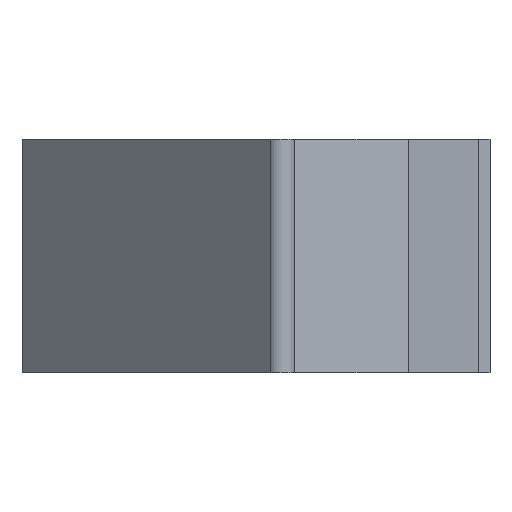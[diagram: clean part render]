
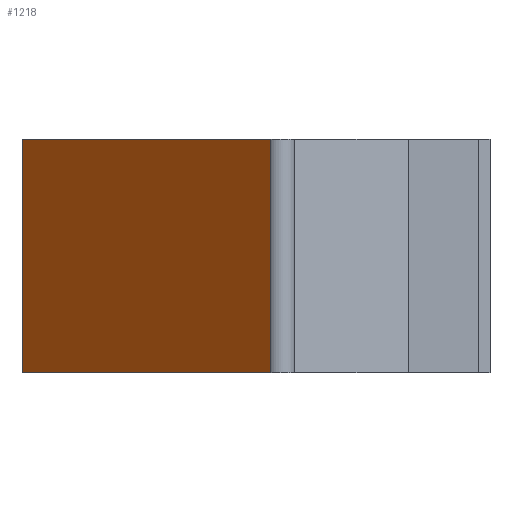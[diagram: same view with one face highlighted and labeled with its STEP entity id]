
A CAD part, left-side view. The second image highlights one B-rep face of the part: STEP entity #1218.
In plain terms, the highlighted planar face has unit normal (-0.707, 0.707, 0).
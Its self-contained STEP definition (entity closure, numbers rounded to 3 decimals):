
#44 = PLANE('',#45);
#45 = AXIS2_PLACEMENT_3D('',#46,#47,#48);
#46 = CARTESIAN_POINT('',(-24.627,8.622,0.));
#47 = DIRECTION('',(0.,0.,1.));
#48 = DIRECTION('',(1.,0.,0.));
#100 = PLANE('',#101);
#101 = AXIS2_PLACEMENT_3D('',#102,#103,#104);
#102 = CARTESIAN_POINT('',(-24.627,8.622,20.));
#103 = DIRECTION('',(0.,0.,1.));
#104 = DIRECTION('',(1.,0.,0.));
#166 = VERTEX_POINT('',#167);
#167 = CARTESIAN_POINT('',(-36.8,25.,0.));
#181 = PLANE('',#182);
#182 = AXIS2_PLACEMENT_3D('',#183,#184,#185);
#183 = CARTESIAN_POINT('',(-11.8,25.,0.));
#184 = DIRECTION('',(0.,-1.,0.));
#185 = DIRECTION('',(-1.,0.,0.));
#193 = EDGE_CURVE('',#166,#194,#196,.T.);
#194 = VERTEX_POINT('',#195);
#195 = CARTESIAN_POINT('',(-58.013,3.787,0.));
#196 = SURFACE_CURVE('',#197,(#201,#208),.PCURVE_S1.);
#197 = LINE('',#198,#199);
#198 = CARTESIAN_POINT('',(-36.8,25.,0.));
#199 = VECTOR('',#200,1.);
#200 = DIRECTION('',(-0.707,-0.707,0.));
#201 = PCURVE('',#44,#202);
#202 = DEFINITIONAL_REPRESENTATION('',(#203),#207);
#203 = LINE('',#204,#205);
#204 = CARTESIAN_POINT('',(-12.173,16.378));
#205 = VECTOR('',#206,1.);
#206 = DIRECTION('',(-0.707,-0.707));
#207 = ( GEOMETRIC_REPRESENTATION_CONTEXT(2) 
PARAMETRIC_REPRESENTATION_CONTEXT() REPRESENTATION_CONTEXT('2D SPACE',''
  ) );
#208 = PCURVE('',#209,#214);
#209 = PLANE('',#210);
#210 = AXIS2_PLACEMENT_3D('',#211,#212,#213);
#211 = CARTESIAN_POINT('',(-36.8,25.,0.));
#212 = DIRECTION('',(0.707,-0.707,0.));
#213 = DIRECTION('',(-0.707,-0.707,0.));
#214 = DEFINITIONAL_REPRESENTATION('',(#215),#219);
#215 = LINE('',#216,#217);
#216 = CARTESIAN_POINT('',(0.,0.));
#217 = VECTOR('',#218,1.);
#218 = DIRECTION('',(1.,-0.));
#219 = ( GEOMETRIC_REPRESENTATION_CONTEXT(2) 
PARAMETRIC_REPRESENTATION_CONTEXT() REPRESENTATION_CONTEXT('2D SPACE',''
  ) );
#238 = CYLINDRICAL_SURFACE('',#239,1.205);
#239 = AXIS2_PLACEMENT_3D('',#240,#241,#242);
#240 = CARTESIAN_POINT('',(-57.161,2.935,0.));
#241 = DIRECTION('',(-0.,-0.,-1.));
#242 = DIRECTION('',(1.,0.,0.));
#771 = VERTEX_POINT('',#772);
#772 = CARTESIAN_POINT('',(-36.8,25.,20.));
#793 = EDGE_CURVE('',#771,#794,#796,.T.);
#794 = VERTEX_POINT('',#795);
#795 = CARTESIAN_POINT('',(-58.013,3.787,20.));
#796 = SURFACE_CURVE('',#797,(#801,#808),.PCURVE_S1.);
#797 = LINE('',#798,#799);
#798 = CARTESIAN_POINT('',(-36.8,25.,20.));
#799 = VECTOR('',#800,1.);
#800 = DIRECTION('',(-0.707,-0.707,0.));
#801 = PCURVE('',#100,#802);
#802 = DEFINITIONAL_REPRESENTATION('',(#803),#807);
#803 = LINE('',#804,#805);
#804 = CARTESIAN_POINT('',(-12.173,16.378));
#805 = VECTOR('',#806,1.);
#806 = DIRECTION('',(-0.707,-0.707));
#807 = ( GEOMETRIC_REPRESENTATION_CONTEXT(2) 
PARAMETRIC_REPRESENTATION_CONTEXT() REPRESENTATION_CONTEXT('2D SPACE',''
  ) );
#808 = PCURVE('',#209,#809);
#809 = DEFINITIONAL_REPRESENTATION('',(#810),#814);
#810 = LINE('',#811,#812);
#811 = CARTESIAN_POINT('',(0.,-20.));
#812 = VECTOR('',#813,1.);
#813 = DIRECTION('',(1.,-0.));
#814 = ( GEOMETRIC_REPRESENTATION_CONTEXT(2) 
PARAMETRIC_REPRESENTATION_CONTEXT() REPRESENTATION_CONTEXT('2D SPACE',''
  ) );
#1171 = EDGE_CURVE('',#166,#771,#1172,.T.);
#1172 = SURFACE_CURVE('',#1173,(#1177,#1184),.PCURVE_S1.);
#1173 = LINE('',#1174,#1175);
#1174 = CARTESIAN_POINT('',(-36.8,25.,0.));
#1175 = VECTOR('',#1176,1.);
#1176 = DIRECTION('',(0.,0.,1.));
#1177 = PCURVE('',#181,#1178);
#1178 = DEFINITIONAL_REPRESENTATION('',(#1179),#1183);
#1179 = LINE('',#1180,#1181);
#1180 = CARTESIAN_POINT('',(25.,0.));
#1181 = VECTOR('',#1182,1.);
#1182 = DIRECTION('',(0.,-1.));
#1183 = ( GEOMETRIC_REPRESENTATION_CONTEXT(2) 
PARAMETRIC_REPRESENTATION_CONTEXT() REPRESENTATION_CONTEXT('2D SPACE',''
  ) );
#1184 = PCURVE('',#209,#1185);
#1185 = DEFINITIONAL_REPRESENTATION('',(#1186),#1190);
#1186 = LINE('',#1187,#1188);
#1187 = CARTESIAN_POINT('',(0.,0.));
#1188 = VECTOR('',#1189,1.);
#1189 = DIRECTION('',(0.,-1.));
#1190 = ( GEOMETRIC_REPRESENTATION_CONTEXT(2) 
PARAMETRIC_REPRESENTATION_CONTEXT() REPRESENTATION_CONTEXT('2D SPACE',''
  ) );
#1218 = ADVANCED_FACE('',(#1219),#209,.F.);
#1219 = FACE_BOUND('',#1220,.F.);
#1220 = EDGE_LOOP('',(#1221,#1222,#1223,#1244));
#1221 = ORIENTED_EDGE('',*,*,#1171,.T.);
#1222 = ORIENTED_EDGE('',*,*,#793,.T.);
#1223 = ORIENTED_EDGE('',*,*,#1224,.F.);
#1224 = EDGE_CURVE('',#194,#794,#1225,.T.);
#1225 = SURFACE_CURVE('',#1226,(#1230,#1237),.PCURVE_S1.);
#1226 = LINE('',#1227,#1228);
#1227 = CARTESIAN_POINT('',(-58.013,3.787,0.));
#1228 = VECTOR('',#1229,1.);
#1229 = DIRECTION('',(0.,0.,1.));
#1230 = PCURVE('',#209,#1231);
#1231 = DEFINITIONAL_REPRESENTATION('',(#1232),#1236);
#1232 = LINE('',#1233,#1234);
#1233 = CARTESIAN_POINT('',(30.,-0.));
#1234 = VECTOR('',#1235,1.);
#1235 = DIRECTION('',(0.,-1.));
#1236 = ( GEOMETRIC_REPRESENTATION_CONTEXT(2) 
PARAMETRIC_REPRESENTATION_CONTEXT() REPRESENTATION_CONTEXT('2D SPACE',''
  ) );
#1237 = PCURVE('',#238,#1238);
#1238 = DEFINITIONAL_REPRESENTATION('',(#1239),#1243);
#1239 = LINE('',#1240,#1241);
#1240 = CARTESIAN_POINT('',(-2.356,0.));
#1241 = VECTOR('',#1242,1.);
#1242 = DIRECTION('',(-0.,-1.));
#1243 = ( GEOMETRIC_REPRESENTATION_CONTEXT(2) 
PARAMETRIC_REPRESENTATION_CONTEXT() REPRESENTATION_CONTEXT('2D SPACE',''
  ) );
#1244 = ORIENTED_EDGE('',*,*,#193,.F.);
